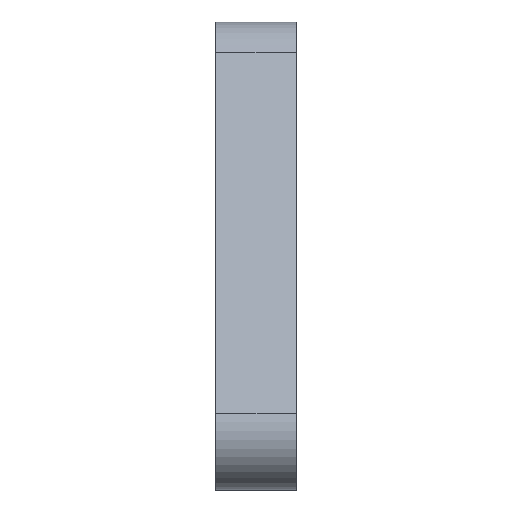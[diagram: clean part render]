
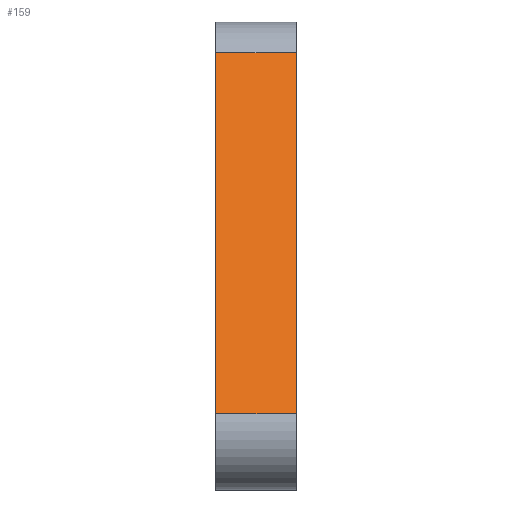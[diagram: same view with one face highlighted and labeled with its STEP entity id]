
A CAD part, left-side view. The second image highlights one B-rep face of the part: STEP entity #159.
In plain terms, the highlighted planar face has unit normal (-0.906, 0, 0.423).
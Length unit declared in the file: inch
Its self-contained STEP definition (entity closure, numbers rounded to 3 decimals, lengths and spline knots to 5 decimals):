
#7 = ORIENTED_EDGE ( 'NONE', *, *, #126, .T. ) ;
#39 = VERTEX_POINT ( 'NONE', #1036 ) ;
#48 = ORIENTED_EDGE ( 'NONE', *, *, #637, .F. ) ;
#52 = ORIENTED_EDGE ( 'NONE', *, *, #1062, .T. ) ;
#117 = DIRECTION ( 'NONE',  ( -0.906, 0., 0.423 ) ) ;
#126 = EDGE_CURVE ( 'NONE', #39, #220, #559, .T. ) ;
#130 = AXIS2_PLACEMENT_3D ( 'NONE', #568, #117, #305 ) ;
#159 = ADVANCED_FACE ( 'NONE', ( #547 ), #904, .T. ) ;
#167 = LINE ( 'NONE', #413, #1029 ) ;
#202 = CARTESIAN_POINT ( 'NONE',  ( -2.73257, -0.1875, -0.83185 ) ) ;
#220 = VERTEX_POINT ( 'NONE', #202 ) ;
#256 = EDGE_CURVE ( 'NONE', #220, #393, #167, .T. ) ;
#302 = DIRECTION ( 'NONE',  ( 0., -1., 0. ) ) ;
#305 = DIRECTION ( 'NONE',  ( 0.423, 0., 0.906 ) ) ;
#310 = LINE ( 'NONE', #489, #705 ) ;
#393 = VERTEX_POINT ( 'NONE', #1137 ) ;
#413 = CARTESIAN_POINT ( 'NONE',  ( -1.9259, -0.1875, 0.89806 ) ) ;
#454 = VERTEX_POINT ( 'NONE', #613 ) ;
#489 = CARTESIAN_POINT ( 'NONE',  ( -1.9259, 0.1875, 0.89806 ) ) ;
#496 = CARTESIAN_POINT ( 'NONE',  ( -1.94568, 0.1875, 0.85565 ) ) ;
#547 = FACE_OUTER_BOUND ( 'NONE', #666, .T. ) ;
#552 = ORIENTED_EDGE ( 'NONE', *, *, #256, .T. ) ;
#559 = LINE ( 'NONE', #821, #753 ) ;
#568 = CARTESIAN_POINT ( 'NONE',  ( -1.9259, -0.1875, 0.89806 ) ) ;
#580 = LINE ( 'NONE', #496, #765 ) ;
#585 = DIRECTION ( 'NONE',  ( 0., 1., 0. ) ) ;
#613 = CARTESIAN_POINT ( 'NONE',  ( -1.94568, 0.1875, 0.85565 ) ) ;
#637 = EDGE_CURVE ( 'NONE', #39, #454, #310, .T. ) ;
#666 = EDGE_LOOP ( 'NONE', ( #552, #52, #48, #7 ) ) ;
#680 = DIRECTION ( 'NONE',  ( 0.423, 0., 0.906 ) ) ;
#705 = VECTOR ( 'NONE', #758, 39.37008 ) ;
#753 = VECTOR ( 'NONE', #302, 39.37008 ) ;
#758 = DIRECTION ( 'NONE',  ( 0.423, 0., 0.906 ) ) ;
#765 = VECTOR ( 'NONE', #585, 39.37008 ) ;
#821 = CARTESIAN_POINT ( 'NONE',  ( -2.73257, -0.1875, -0.83185 ) ) ;
#904 = PLANE ( 'NONE',  #130 ) ;
#1029 = VECTOR ( 'NONE', #680, 39.37008 ) ;
#1036 = CARTESIAN_POINT ( 'NONE',  ( -2.73257, 0.1875, -0.83185 ) ) ;
#1062 = EDGE_CURVE ( 'NONE', #393, #454, #580, .T. ) ;
#1137 = CARTESIAN_POINT ( 'NONE',  ( -1.94568, -0.1875, 0.85565 ) ) ;
